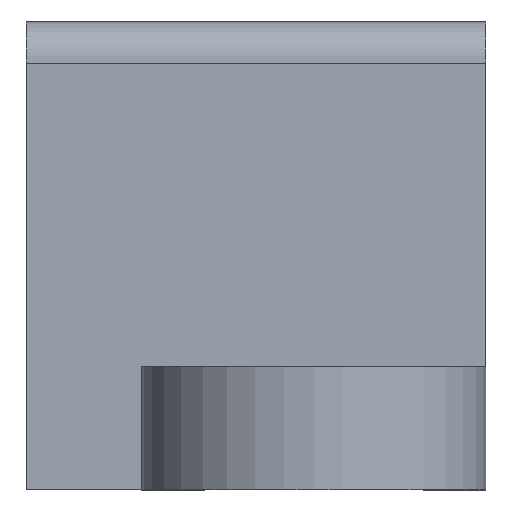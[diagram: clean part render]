
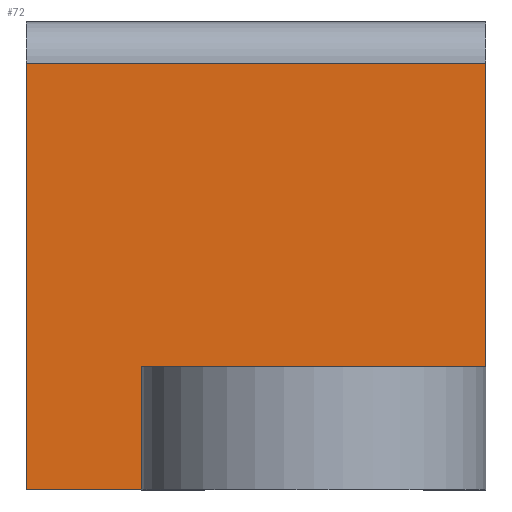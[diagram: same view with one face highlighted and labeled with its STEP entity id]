
A CAD part, front view. The second image highlights one B-rep face of the part: STEP entity #72.
In plain terms, the highlighted planar face has unit normal (0, -1, 0).
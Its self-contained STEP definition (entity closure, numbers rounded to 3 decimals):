
#72=ADVANCED_FACE('',(#228),#230,.T.);
#228=FACE_BOUND('',#229,.T.);
#229=EDGE_LOOP('',(#530,#531,#532,#533,#534,#535,#536,#537,#538,#539,#540,#541,#542,
#543));
#230=PLANE('',#231);
#231=AXIS2_PLACEMENT_3D('',#232,#233,#234);
#232=CARTESIAN_POINT('',(-5.6,-7.2,0.));
#233=DIRECTION('',(0.,-1.,0.));
#234=DIRECTION('',(1.,0.,0.));
#530=ORIENTED_EDGE('',*,*,#710,.T.);
#531=ORIENTED_EDGE('',*,*,#743,.F.);
#532=ORIENTED_EDGE('',*,*,#744,.T.);
#533=ORIENTED_EDGE('',*,*,#745,.F.);
#534=ORIENTED_EDGE('',*,*,#675,.T.);
#535=ORIENTED_EDGE('',*,*,#742,.F.);
#536=ORIENTED_EDGE('',*,*,#684,.F.);
#537=ORIENTED_EDGE('',*,*,#723,.T.);
#538=ORIENTED_EDGE('',*,*,#746,.F.);
#539=ORIENTED_EDGE('',*,*,#747,.F.);
#540=ORIENTED_EDGE('',*,*,#748,.F.);
#541=ORIENTED_EDGE('',*,*,#749,.F.);
#542=ORIENTED_EDGE('',*,*,#714,.F.);
#543=ORIENTED_EDGE('',*,*,#712,.T.);
#675=EDGE_CURVE('',#830,#828,#831,.T.);
#684=EDGE_CURVE('',#843,#845,#846,.T.);
#710=EDGE_CURVE('',#889,#887,#890,.T.);
#712=EDGE_CURVE('',#892,#889,#893,.F.);
#714=EDGE_CURVE('',#892,#895,#896,.T.);
#723=EDGE_CURVE('',#843,#909,#911,.T.);
#742=EDGE_CURVE('',#845,#828,#940,.T.);
#743=EDGE_CURVE('',#941,#887,#942,.T.);
#744=EDGE_CURVE('',#941,#943,#944,.T.);
#745=EDGE_CURVE('',#830,#943,#945,.T.);
#746=EDGE_CURVE('',#946,#909,#947,.T.);
#747=EDGE_CURVE('',#948,#946,#949,.T.);
#748=EDGE_CURVE('',#950,#948,#951,.T.);
#749=EDGE_CURVE('',#895,#950,#952,.T.);
#828=VERTEX_POINT('',#1094);
#830=VERTEX_POINT('',#1099);
#831=LINE('',#1100,#1101);
#843=VERTEX_POINT('',#1131);
#845=VERTEX_POINT('',#1135);
#846=LINE('',#1136,#1137);
#887=VERTEX_POINT('',#1231);
#889=VERTEX_POINT('',#1235);
#890=LINE('',#1236,#1237);
#892=VERTEX_POINT('',#1242);
#893=LINE('',#1243,#1244);
#895=VERTEX_POINT('',#1249);
#896=LINE('',#1250,#1251);
#909=VERTEX_POINT('',#1281);
#911=LINE('',#1285,#1286);
#940=LINE('',#1353,#1354);
#941=VERTEX_POINT('',#1356);
#942=LINE('',#1357,#1358);
#943=VERTEX_POINT('',#1360);
#944=LINE('',#1361,#1362);
#945=LINE('',#1364,#1365);
#946=VERTEX_POINT('',#1367);
#947=LINE('',#1368,#1369);
#948=VERTEX_POINT('',#1371);
#949=LINE('',#1372,#1373);
#950=VERTEX_POINT('',#1375);
#951=LINE('',#1376,#1377);
#952=LINE('',#1379,#1380);
#1094=CARTESIAN_POINT('',(5.6,-7.2,10.4));
#1099=CARTESIAN_POINT('',(5.6,-7.2,3.));
#1100=CARTESIAN_POINT('',(5.6,-7.2,3.));
#1101=VECTOR('',#1102,1.);
#1102=DIRECTION('',(0.,0.,1.));
#1131=CARTESIAN_POINT('',(-5.6,-7.2,0.));
#1135=CARTESIAN_POINT('',(-5.6,-7.2,10.4));
#1136=CARTESIAN_POINT('',(-5.6,-7.2,0.));
#1137=VECTOR('',#1138,1.);
#1138=DIRECTION('',(0.,0.,1.));
#1231=CARTESIAN_POINT('',(2.603,-7.2,1.5));
#1235=CARTESIAN_POINT('',(2.603,-7.2,1.2));
#1236=CARTESIAN_POINT('',(2.603,-7.2,1.2));
#1237=VECTOR('',#1238,1.);
#1238=DIRECTION('',(0.,0.,1.));
#1242=CARTESIAN_POINT('',(0.203,-7.2,1.2));
#1243=CARTESIAN_POINT('',(2.603,-7.2,1.2));
#1244=VECTOR('',#1245,1.);
#1245=DIRECTION('',(-1.,0.,0.));
#1249=CARTESIAN_POINT('',(0.203,-7.2,1.5));
#1250=CARTESIAN_POINT('',(0.203,-7.2,1.2));
#1251=VECTOR('',#1252,1.);
#1252=DIRECTION('',(0.,0.,1.));
#1281=CARTESIAN_POINT('',(-2.797,-7.2,0.));
#1285=CARTESIAN_POINT('',(-5.6,-7.2,0.));
#1286=VECTOR('',#1287,1.);
#1287=DIRECTION('',(1.,0.,0.));
#1353=CARTESIAN_POINT('',(-5.6,-7.2,10.4));
#1354=VECTOR('',#1355,1.);
#1355=DIRECTION('',(1.,0.,0.));
#1356=CARTESIAN_POINT('',(2.962,-7.2,1.5));
#1357=CARTESIAN_POINT('',(2.962,-7.2,1.5));
#1358=VECTOR('',#1359,1.);
#1359=DIRECTION('',(-1.,0.,0.));
#1360=CARTESIAN_POINT('',(2.962,-7.2,3.));
#1361=CARTESIAN_POINT('',(2.962,-7.2,1.5));
#1362=VECTOR('',#1363,1.);
#1363=DIRECTION('',(0.,0.,1.));
#1364=CARTESIAN_POINT('',(5.6,-7.2,3.));
#1365=VECTOR('',#1366,1.);
#1366=DIRECTION('',(-1.,0.,0.));
#1367=CARTESIAN_POINT('',(-2.797,-7.2,3.));
#1368=CARTESIAN_POINT('',(-2.797,-7.2,3.));
#1369=VECTOR('',#1370,1.);
#1370=DIRECTION('',(0.,0.,-1.));
#1371=CARTESIAN_POINT('',(-0.156,-7.2,3.));
#1372=CARTESIAN_POINT('',(-0.156,-7.2,3.));
#1373=VECTOR('',#1374,1.);
#1374=DIRECTION('',(-1.,0.,0.));
#1375=CARTESIAN_POINT('',(-0.156,-7.2,1.5));
#1376=CARTESIAN_POINT('',(-0.156,-7.2,1.5));
#1377=VECTOR('',#1378,1.);
#1378=DIRECTION('',(0.,0.,1.));
#1379=CARTESIAN_POINT('',(0.203,-7.2,1.5));
#1380=VECTOR('',#1381,1.);
#1381=DIRECTION('',(-1.,0.,0.));
